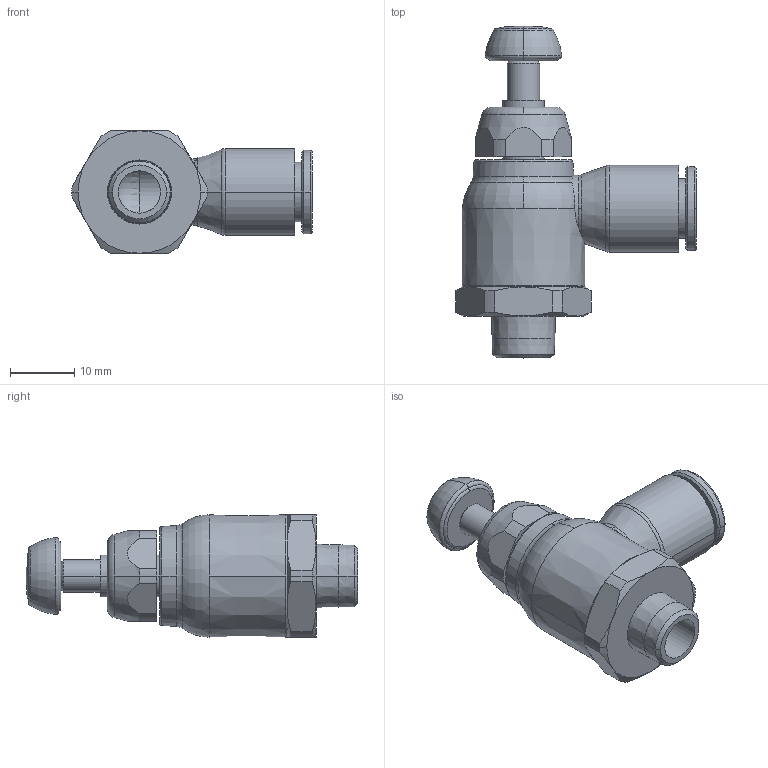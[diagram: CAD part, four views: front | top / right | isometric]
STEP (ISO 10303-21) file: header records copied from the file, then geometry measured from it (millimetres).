
FILE_DESCRIPTION(('STEP AP214'),'1');
FILE_NAME('7065_08_10.stp','2016-07-07T14:54:17',('TraceParts'),('TraceParts S.A.'),'Spatial InterOp 3D',' ',' ');
FILE_SCHEMA(('automotive_design'));
Length unit declared in the file: millimetre
Products named in the file (1): 1
Bounding box: 37.3 x 51.5 x 19 mm (x, y, z)
Volume: 9026.4 mm3; surface area: 5136.9 mm2
Topology: 1 solids, 1 shells, 129 faces, 321 edges, 201 vertices
Faces by surface type: cone 36, cylinder 36, torus 29, plane 26, sphere 2
Entity records: 4062 total; most frequent: CARTESIAN_POINT 930, DIRECTION 729, ORIENTED_EDGE 634, AXIS2_PLACEMENT_3D 326, EDGE_CURVE 317, VERTEX_POINT 201, CIRCLE 196, EDGE_LOOP 142
